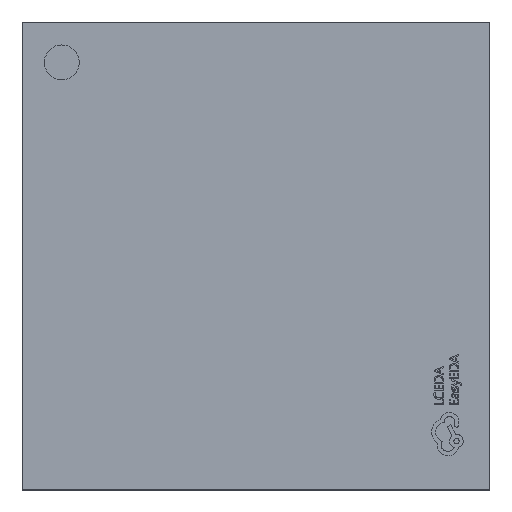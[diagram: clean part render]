
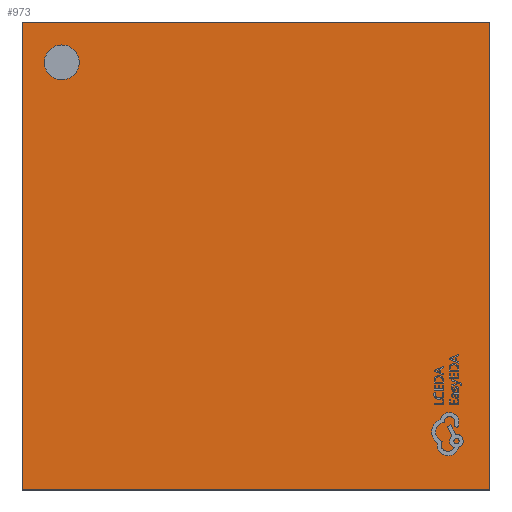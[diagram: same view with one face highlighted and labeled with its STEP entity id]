
A CAD part, top view. The second image highlights one B-rep face of the part: STEP entity #973.
In plain terms, the highlighted planar face has unit normal (0, 0, 1).
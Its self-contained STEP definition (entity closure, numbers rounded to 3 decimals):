
#81 = EDGE_LOOP ( 'NONE', ( #12697, #6235, #2466, #4053 ) ) ;
#85 = VERTEX_POINT ( 'NONE', #15849 ) ;
#732 = EDGE_CURVE ( 'NONE', #16099, #3107, #8445, .T. ) ;
#973 = ADVANCED_FACE ( 'NONE', ( #2824, #8059 ), #8234, .T. ) ;
#1303 = CARTESIAN_POINT ( 'NONE',  ( 2.995, 2.995, 1.04 ) ) ;
#1356 = VECTOR ( 'NONE', #2186, 1000. ) ;
#1571 = EDGE_CURVE ( 'NONE', #4527, #9189, #9629, .T. ) ;
#1584 = ORIENTED_EDGE ( 'NONE', *, *, #9728, .F. ) ;
#1635 = CARTESIAN_POINT ( 'NONE',  ( -2.71, 2.478, 1.04 ) ) ;
#2124 = VECTOR ( 'NONE', #9451, 1000. ) ;
#2186 = DIRECTION ( 'NONE',  ( 1., 0., 0. ) ) ;
#2466 = ORIENTED_EDGE ( 'NONE', *, *, #13592, .T. ) ;
#2723 = EDGE_CURVE ( 'NONE', #3107, #4527, #7795, .T. ) ;
#2824 = FACE_BOUND ( 'NONE', #14534, .T. ) ;
#2942 = CARTESIAN_POINT ( 'NONE',  ( -2.486, 2.478, 1.04 ) ) ;
#3107 = VERTEX_POINT ( 'NONE', #4928 ) ;
#3128 = DIRECTION ( 'NONE',  ( 1., 0., 0. ) ) ;
#4053 = ORIENTED_EDGE ( 'NONE', *, *, #732, .T. ) ;
#4527 = VERTEX_POINT ( 'NONE', #6267 ) ;
#4928 = CARTESIAN_POINT ( 'NONE',  ( 2.995, -2.995, 1.04 ) ) ;
#5079 = CIRCLE ( 'NONE', #12975, 0.224 ) ;
#5447 = DIRECTION ( 'NONE',  ( 0., 0., 1. ) ) ;
#5770 = DIRECTION ( 'NONE',  ( 1., 0., 0. ) ) ;
#5810 = LINE ( 'NONE', #12144, #8912 ) ;
#6235 = ORIENTED_EDGE ( 'NONE', *, *, #1571, .T. ) ;
#6267 = CARTESIAN_POINT ( 'NONE',  ( 2.995, 2.995, 1.04 ) ) ;
#7236 = AXIS2_PLACEMENT_3D ( 'NONE', #2942, #8437, #5770 ) ;
#7795 = LINE ( 'NONE', #1303, #16564 ) ;
#8059 = FACE_OUTER_BOUND ( 'NONE', #81, .T. ) ;
#8234 = PLANE ( 'NONE',  #16537 ) ;
#8437 = DIRECTION ( 'NONE',  ( 0., 0., 1. ) ) ;
#8445 = LINE ( 'NONE', #15921, #1356 ) ;
#8791 = EDGE_CURVE ( 'NONE', #85, #14468, #5079, .T. ) ;
#8912 = VECTOR ( 'NONE', #11006, 1000. ) ;
#9094 = ORIENTED_EDGE ( 'NONE', *, *, #8791, .F. ) ;
#9189 = VERTEX_POINT ( 'NONE', #14408 ) ;
#9451 = DIRECTION ( 'NONE',  ( -1., 0., 0. ) ) ;
#9629 = LINE ( 'NONE', #13294, #2124 ) ;
#9728 = EDGE_CURVE ( 'NONE', #14468, #85, #13760, .T. ) ;
#10602 = DIRECTION ( 'NONE',  ( 1., 0., 0. ) ) ;
#10684 = DIRECTION ( 'NONE',  ( 0., 0., 1. ) ) ;
#11006 = DIRECTION ( 'NONE',  ( 0., -1., 0. ) ) ;
#12144 = CARTESIAN_POINT ( 'NONE',  ( -2.995, 2.995, 1.04 ) ) ;
#12312 = CARTESIAN_POINT ( 'NONE',  ( -2.995, -2.995, 1.04 ) ) ;
#12697 = ORIENTED_EDGE ( 'NONE', *, *, #2723, .T. ) ;
#12975 = AXIS2_PLACEMENT_3D ( 'NONE', #13461, #5447, #3128 ) ;
#13294 = CARTESIAN_POINT ( 'NONE',  ( -2.995, 2.995, 1.04 ) ) ;
#13461 = CARTESIAN_POINT ( 'NONE',  ( -2.486, 2.478, 1.04 ) ) ;
#13592 = EDGE_CURVE ( 'NONE', #9189, #16099, #5810, .T. ) ;
#13760 = CIRCLE ( 'NONE', #7236, 0.224 ) ;
#14168 = DIRECTION ( 'NONE',  ( 0., 1., 0. ) ) ;
#14408 = CARTESIAN_POINT ( 'NONE',  ( -2.995, 2.995, 1.04 ) ) ;
#14468 = VERTEX_POINT ( 'NONE', #1635 ) ;
#14534 = EDGE_LOOP ( 'NONE', ( #9094, #1584 ) ) ;
#14581 = CARTESIAN_POINT ( 'NONE',  ( 0., 0., 1.04 ) ) ;
#15849 = CARTESIAN_POINT ( 'NONE',  ( -2.263, 2.478, 1.04 ) ) ;
#15921 = CARTESIAN_POINT ( 'NONE',  ( -2.995, -2.995, 1.04 ) ) ;
#16099 = VERTEX_POINT ( 'NONE', #12312 ) ;
#16537 = AXIS2_PLACEMENT_3D ( 'NONE', #14581, #10684, #10602 ) ;
#16564 = VECTOR ( 'NONE', #14168, 1000. ) ;
